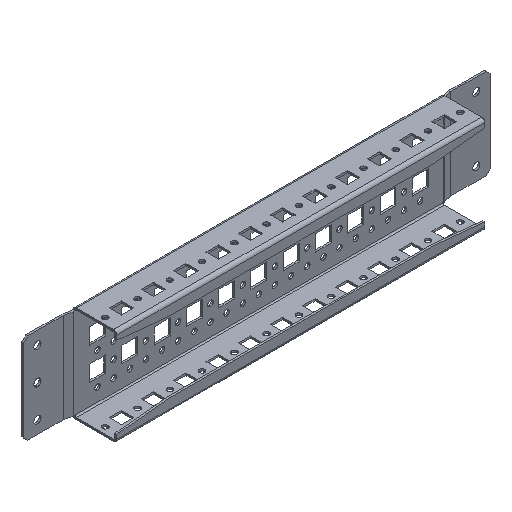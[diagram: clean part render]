
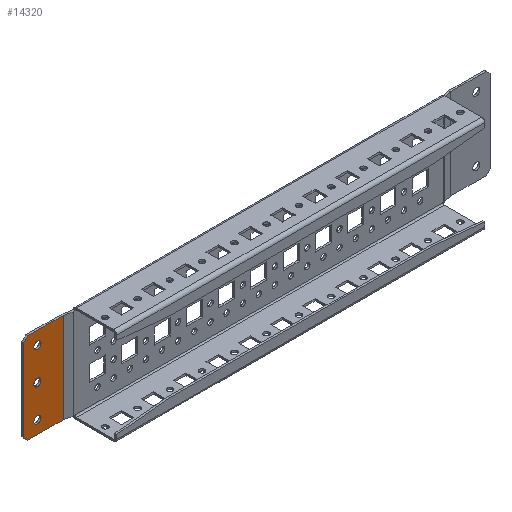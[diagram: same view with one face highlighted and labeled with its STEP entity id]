
A CAD part, isometric view. The second image highlights one B-rep face of the part: STEP entity #14320.
In plain terms, the highlighted planar face has unit normal (0, -1, 0).
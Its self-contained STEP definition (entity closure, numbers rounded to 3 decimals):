
#186 = EDGE_CURVE ( 'NONE', #12634, #2870, #7166, .T. ) ;
#277 = EDGE_CURVE ( 'NONE', #2870, #10087, #8332, .T. ) ;
#333 = VECTOR ( 'NONE', #7370, 1000. ) ;
#343 = VERTEX_POINT ( 'NONE', #15001 ) ;
#366 = CARTESIAN_POINT ( 'NONE',  ( -180.359, 0., -35. ) ) ;
#397 = DIRECTION ( 'NONE',  ( 0., 1., 0. ) ) ;
#475 = PLANE ( 'NONE',  #15071 ) ;
#825 = DIRECTION ( 'NONE',  ( 0., -1., 0. ) ) ;
#996 = CARTESIAN_POINT ( 'NONE',  ( -177.5, 0., 35. ) ) ;
#1042 = AXIS2_PLACEMENT_3D ( 'NONE', #4890, #11476, #7716 ) ;
#1249 = AXIS2_PLACEMENT_3D ( 'NONE', #13953, #5345, #15628 ) ;
#1305 = CARTESIAN_POINT ( 'NONE',  ( -177.5, 0., -35. ) ) ;
#1343 = AXIS2_PLACEMENT_3D ( 'NONE', #1549, #2476, #6404 ) ;
#1367 = DIRECTION ( 'NONE',  ( -1., 0., 0. ) ) ;
#1404 = EDGE_CURVE ( 'NONE', #8147, #13878, #11908, .T. ) ;
#1455 = CARTESIAN_POINT ( 'NONE',  ( -170., 0., -25. ) ) ;
#1535 = CARTESIAN_POINT ( 'NONE',  ( -150.204, 0., -35. ) ) ;
#1549 = CARTESIAN_POINT ( 'NONE',  ( -170., 0., 0. ) ) ;
#1698 = CIRCLE ( 'NONE', #11856, 2.75 ) ;
#1762 = ORIENTED_EDGE ( 'NONE', *, *, #1404, .F. ) ;
#1764 = CARTESIAN_POINT ( 'NONE',  ( -150.204, 0., 35. ) ) ;
#1982 = CARTESIAN_POINT ( 'NONE',  ( -177.5, 0., -35. ) ) ;
#2476 = DIRECTION ( 'NONE',  ( 0., -1., 0. ) ) ;
#2870 = VERTEX_POINT ( 'NONE', #9398 ) ;
#3003 = LINE ( 'NONE', #1764, #11628 ) ;
#3143 = CARTESIAN_POINT ( 'NONE',  ( -177.5, 0., 35. ) ) ;
#3254 = EDGE_CURVE ( 'NONE', #10753, #9264, #3003, .T. ) ;
#3307 = LINE ( 'NONE', #3143, #10761 ) ;
#4126 = CARTESIAN_POINT ( 'NONE',  ( -180.5, 0., 32. ) ) ;
#4540 = DIRECTION ( 'NONE',  ( 1., 0., 0. ) ) ;
#4890 = CARTESIAN_POINT ( 'NONE',  ( -170., 0., 25. ) ) ;
#5056 = ORIENTED_EDGE ( 'NONE', *, *, #9638, .F. ) ;
#5180 = VERTEX_POINT ( 'NONE', #996 ) ;
#5301 = DIRECTION ( 'NONE',  ( 0., -1., 0. ) ) ;
#5345 = DIRECTION ( 'NONE',  ( 0., -1., 0. ) ) ;
#5443 = ORIENTED_EDGE ( 'NONE', *, *, #12816, .T. ) ;
#5607 = VERTEX_POINT ( 'NONE', #5650 ) ;
#5650 = CARTESIAN_POINT ( 'NONE',  ( -172.75, 0., 0. ) ) ;
#5820 = DIRECTION ( 'NONE',  ( -0.707, 0., -0.707 ) ) ;
#6020 = CARTESIAN_POINT ( 'NONE',  ( -172.75, 0., -25. ) ) ;
#6089 = EDGE_CURVE ( 'NONE', #13273, #343, #12388, .T. ) ;
#6404 = DIRECTION ( 'NONE',  ( -1., 0., 0. ) ) ;
#6863 = DIRECTION ( 'NONE',  ( 0., 0., 1. ) ) ;
#7079 = CARTESIAN_POINT ( 'NONE',  ( -180.5, 0., 35. ) ) ;
#7166 = LINE ( 'NONE', #7079, #7822 ) ;
#7370 = DIRECTION ( 'NONE',  ( 1., 0., 0. ) ) ;
#7573 = EDGE_LOOP ( 'NONE', ( #5056, #9329 ) ) ;
#7716 = DIRECTION ( 'NONE',  ( -1., 0., 0. ) ) ;
#7822 = VECTOR ( 'NONE', #15850, 1000. ) ;
#7989 = ORIENTED_EDGE ( 'NONE', *, *, #277, .T. ) ;
#8082 = FACE_BOUND ( 'NONE', #12578, .T. ) ;
#8147 = VERTEX_POINT ( 'NONE', #14317 ) ;
#8332 = LINE ( 'NONE', #1982, #12099 ) ;
#8377 = ORIENTED_EDGE ( 'NONE', *, *, #12024, .F. ) ;
#8563 = CIRCLE ( 'NONE', #1343, 2.75 ) ;
#9264 = VERTEX_POINT ( 'NONE', #12908 ) ;
#9329 = ORIENTED_EDGE ( 'NONE', *, *, #6089, .F. ) ;
#9398 = CARTESIAN_POINT ( 'NONE',  ( -180.5, 0., -32. ) ) ;
#9638 = EDGE_CURVE ( 'NONE', #343, #13273, #9849, .T. ) ;
#9641 = CARTESIAN_POINT ( 'NONE',  ( -167.25, 0., 0. ) ) ;
#9708 = LINE ( 'NONE', #13457, #333 ) ;
#9849 = CIRCLE ( 'NONE', #1042, 2.75 ) ;
#10087 = VERTEX_POINT ( 'NONE', #1305 ) ;
#10099 = EDGE_CURVE ( 'NONE', #13580, #5607, #8563, .T. ) ;
#10101 = EDGE_LOOP ( 'NONE', ( #11567, #1762 ) ) ;
#10251 = AXIS2_PLACEMENT_3D ( 'NONE', #15947, #825, #14679 ) ;
#10404 = CARTESIAN_POINT ( 'NONE',  ( -170., 0., 0. ) ) ;
#10484 = DIRECTION ( 'NONE',  ( 0., -1., 0. ) ) ;
#10517 = FACE_BOUND ( 'NONE', #7573, .T. ) ;
#10528 = CIRCLE ( 'NONE', #11053, 2.75 ) ;
#10530 = ORIENTED_EDGE ( 'NONE', *, *, #3254, .T. ) ;
#10753 = VERTEX_POINT ( 'NONE', #1535 ) ;
#10761 = VECTOR ( 'NONE', #5820, 1000. ) ;
#11053 = AXIS2_PLACEMENT_3D ( 'NONE', #10404, #10484, #11568 ) ;
#11476 = DIRECTION ( 'NONE',  ( 0., -1., 0. ) ) ;
#11567 = ORIENTED_EDGE ( 'NONE', *, *, #13364, .F. ) ;
#11568 = DIRECTION ( 'NONE',  ( -1., 0., 0. ) ) ;
#11628 = VECTOR ( 'NONE', #6863, 1000. ) ;
#11843 = CARTESIAN_POINT ( 'NONE',  ( -142.359, 0., 35. ) ) ;
#11856 = AXIS2_PLACEMENT_3D ( 'NONE', #1455, #5301, #1367 ) ;
#11908 = CIRCLE ( 'NONE', #1249, 2.75 ) ;
#11992 = ORIENTED_EDGE ( 'NONE', *, *, #10099, .F. ) ;
#12024 = EDGE_CURVE ( 'NONE', #5180, #9264, #9708, .T. ) ;
#12099 = VECTOR ( 'NONE', #12262, 1000. ) ;
#12158 = LINE ( 'NONE', #366, #15030 ) ;
#12262 = DIRECTION ( 'NONE',  ( 0.707, 0., -0.707 ) ) ;
#12283 = EDGE_LOOP ( 'NONE', ( #5443, #10530, #8377, #13431, #14642, #7989 ) ) ;
#12329 = EDGE_CURVE ( 'NONE', #5180, #12634, #3307, .T. ) ;
#12388 = CIRCLE ( 'NONE', #10251, 2.75 ) ;
#12578 = EDGE_LOOP ( 'NONE', ( #13030, #11992 ) ) ;
#12634 = VERTEX_POINT ( 'NONE', #4126 ) ;
#12816 = EDGE_CURVE ( 'NONE', #10087, #10753, #12158, .T. ) ;
#12908 = CARTESIAN_POINT ( 'NONE',  ( -150.204, 0., 35. ) ) ;
#13030 = ORIENTED_EDGE ( 'NONE', *, *, #13366, .F. ) ;
#13086 = FACE_OUTER_BOUND ( 'NONE', #12283, .T. ) ;
#13175 = DIRECTION ( 'NONE',  ( -1., 0., 0. ) ) ;
#13273 = VERTEX_POINT ( 'NONE', #16301 ) ;
#13364 = EDGE_CURVE ( 'NONE', #13878, #8147, #1698, .T. ) ;
#13366 = EDGE_CURVE ( 'NONE', #5607, #13580, #10528, .T. ) ;
#13431 = ORIENTED_EDGE ( 'NONE', *, *, #12329, .T. ) ;
#13457 = CARTESIAN_POINT ( 'NONE',  ( -180.359, 0., 35. ) ) ;
#13580 = VERTEX_POINT ( 'NONE', #9641 ) ;
#13878 = VERTEX_POINT ( 'NONE', #6020 ) ;
#13953 = CARTESIAN_POINT ( 'NONE',  ( -170., 0., -25. ) ) ;
#14317 = CARTESIAN_POINT ( 'NONE',  ( -167.25, 0., -25. ) ) ;
#14320 = ADVANCED_FACE ( 'NONE', ( #10517, #14332, #8082, #13086 ), #475, .F. ) ;
#14332 = FACE_BOUND ( 'NONE', #10101, .T. ) ;
#14642 = ORIENTED_EDGE ( 'NONE', *, *, #186, .T. ) ;
#14679 = DIRECTION ( 'NONE',  ( -1., 0., 0. ) ) ;
#15001 = CARTESIAN_POINT ( 'NONE',  ( -172.75, 0., 25. ) ) ;
#15030 = VECTOR ( 'NONE', #4540, 1000. ) ;
#15071 = AXIS2_PLACEMENT_3D ( 'NONE', #11843, #397, #13175 ) ;
#15628 = DIRECTION ( 'NONE',  ( -1., 0., 0. ) ) ;
#15850 = DIRECTION ( 'NONE',  ( 0., 0., -1. ) ) ;
#15947 = CARTESIAN_POINT ( 'NONE',  ( -170., 0., 25. ) ) ;
#16301 = CARTESIAN_POINT ( 'NONE',  ( -167.25, 0., 25. ) ) ;
